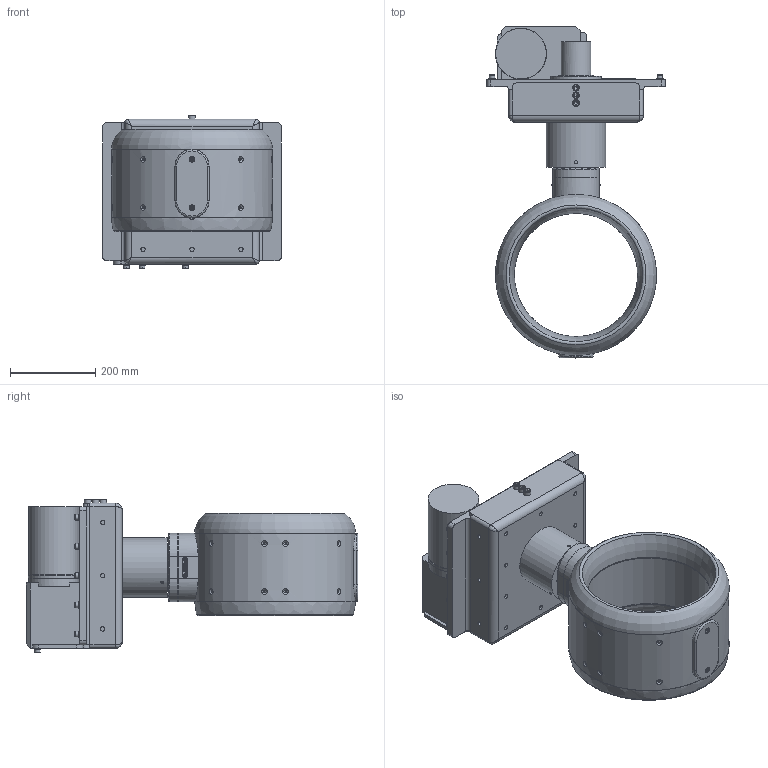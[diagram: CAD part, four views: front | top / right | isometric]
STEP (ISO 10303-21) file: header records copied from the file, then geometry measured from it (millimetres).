
FILE_DESCRIPTION (( 'STEP AP214' ), '1' );
FILE_NAME ('P-087-130-rev-B-M290.STEP', '2026-03-06T15:08:32', ( '' ), ( '' ), 'SwSTEP 2.0', 'SolidWorks 2024', '' );
FILE_SCHEMA (( 'AUTOMOTIVE_DESIGN' ));
Length unit declared in the file: millimetre
Products named in the file (1): P-087-130-rev-B-M290
Bounding box: 420 x 780.35 x 361.95 mm (x, y, z)
Volume: 29864606.3 mm3; surface area: 1200265.1 mm2
Topology: 1 solids, 11 shells, 1182 faces, 2928 edges, 1875 vertices
Faces by surface type: plane 768, cylinder 170, bspline 133, cone 66, torus 41, sphere 4
Full cylindrical faces by diameter (mm): 3.5 x4, 5.7 x4, 6 x2, 6.6 x18, 6.8 x3, 10.2 x16, 11.57 x2, 13 x13, 16 x16, 70 x1, 105 x1, 119 x1, 140 x1, 290 x1
Entity records: 48450 total; most frequent: CARTESIAN_POINT 12751, ORIENTED_EDGE 5258, DIRECTION 4609, EDGE_CURVE 2629, VERTEX_POINT 1756, AXIS2_PLACEMENT_3D 1562, LINE 1485, VECTOR 1485
